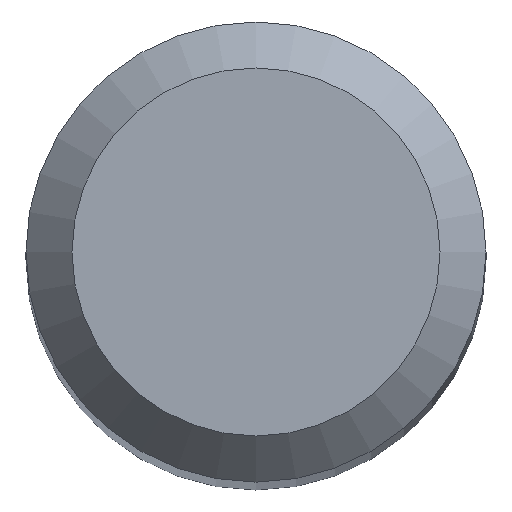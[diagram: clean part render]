
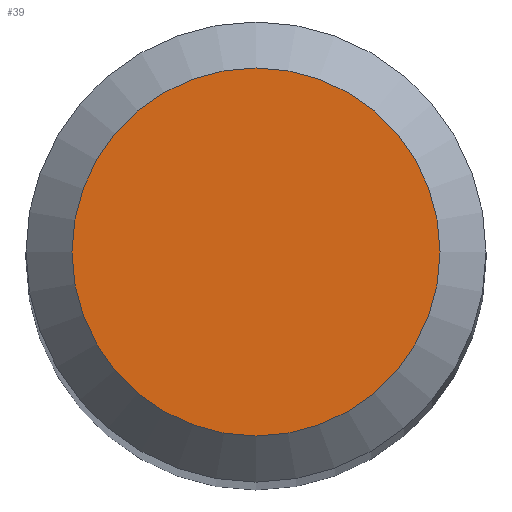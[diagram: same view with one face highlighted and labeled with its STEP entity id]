
A CAD part, top view. The second image highlights one B-rep face of the part: STEP entity #39.
In plain terms, the highlighted planar face has unit normal (0, 0, 1).
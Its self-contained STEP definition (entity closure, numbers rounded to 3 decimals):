
#10 = ORIENTED_EDGE ( 'NONE', *, *, #193, .F. ) ;
#17 = CARTESIAN_POINT ( 'NONE',  ( 0., 1.2, 38. ) ) ;
#29 = CIRCLE ( 'NONE', #201, 1.2 ) ;
#39 = ADVANCED_FACE ( 'NONE', ( #65 ), #62, .F. ) ;
#62 = PLANE ( 'NONE',  #225 ) ;
#65 = FACE_OUTER_BOUND ( 'NONE', #114, .T. ) ;
#114 = EDGE_LOOP ( 'NONE', ( #10 ) ) ;
#136 = CARTESIAN_POINT ( 'NONE',  ( 0., 0., 38. ) ) ;
#138 = DIRECTION ( 'NONE',  ( 0., 0., -1. ) ) ;
#157 = CARTESIAN_POINT ( 'NONE',  ( 0., 0., 38. ) ) ;
#164 = VERTEX_POINT ( 'NONE', #17 ) ;
#176 = DIRECTION ( 'NONE',  ( 0., 1., 0. ) ) ;
#193 = EDGE_CURVE ( 'NONE', #164, #164, #29, .T. ) ;
#197 = DIRECTION ( 'NONE',  ( 0., 1., 0. ) ) ;
#201 = AXIS2_PLACEMENT_3D ( 'NONE', #157, #233, #176 ) ;
#225 = AXIS2_PLACEMENT_3D ( 'NONE', #136, #138, #197 ) ;
#233 = DIRECTION ( 'NONE',  ( 0., 0., -1. ) ) ;
